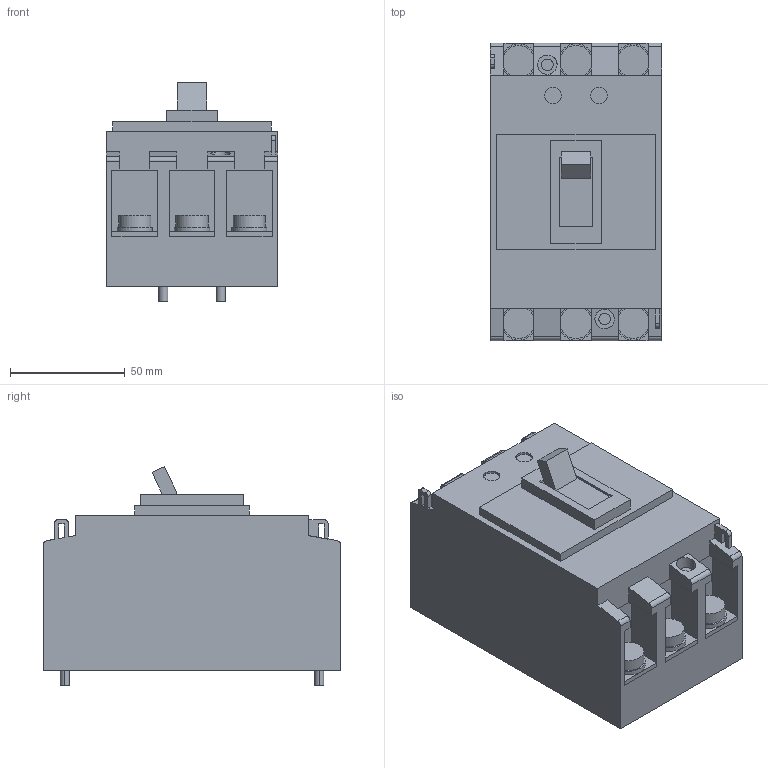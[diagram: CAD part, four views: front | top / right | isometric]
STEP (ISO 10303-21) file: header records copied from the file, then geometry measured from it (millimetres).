
FILE_DESCRIPTION (( 'STEP AP214' ), '1' );
FILE_NAME ('PE30NF3F.STEP', '2023-01-11T06:34:37', ( 'CAD' ), ( '' ), 'SwSTEP 2.0', 'SolidWorks 2015', '' );
FILE_SCHEMA (( 'AUTOMOTIVE_DESIGN' ));
Length unit declared in the file: millimetre
Products named in the file (1): PE30NF3F
Bounding box: 75 x 130 x 95.6 mm (x, y, z)
Volume: 608325 mm3; surface area: 71950.2 mm2
Topology: 23 solids, 23 shells, 225 faces, 513 edges, 342 vertices
Faces by surface type: plane 166, cylinder 59
Entity records: 7374 total; most frequent: CARTESIAN_POINT 1093, DIRECTION 1075, ORIENTED_EDGE 1026, EDGE_CURVE 513, LINE 395, VECTOR 395, VERTEX_POINT 342, AXIS2_PLACEMENT_3D 340
